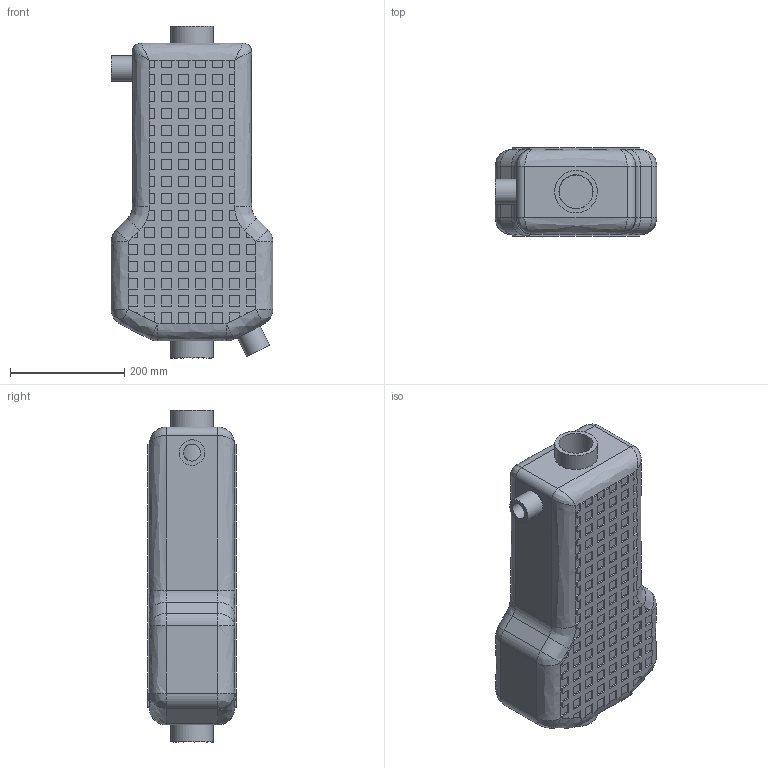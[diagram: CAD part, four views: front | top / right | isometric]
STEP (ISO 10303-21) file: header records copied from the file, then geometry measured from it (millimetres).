
FILE_DESCRIPTION(('FreeCAD Model'),'2;1');
FILE_NAME('Open CASCADE Shape Model','2025-05-03T09:16:37',('FreeCAD'),( 'FreeCAD'),'Open CASCADE STEP processor 7.6','FreeCAD','Unknown');
FILE_SCHEMA(('AUTOMOTIVE_DESIGN { 1 0 10303 214 1 1 1 1 }'));
Length unit declared in the file: millimetre
Products named in the file (1): Open CASCADE STEP translator 7.6 1
Bounding box: 283.72 x 155.3 x 582.37 mm (x, y, z)
Volume: 10524871.2 mm3; surface area: 1297117.5 mm2
Topology: 2 solids, 2 shells, 1255 faces, 3044 edges, 1924 vertices
Faces by surface type: bspline 1255
Entity records: 33198 total; most frequent: CARTESIAN_POINT 14109, ORIENTED_EDGE 6072, EDGE_CURVE 3036, B_SPLINE_CURVE_WITH_KNOTS 2846, VERTEX_POINT 1924, FACE_BOUND 1403, EDGE_LOOP 1403, ADVANCED_FACE 1255
